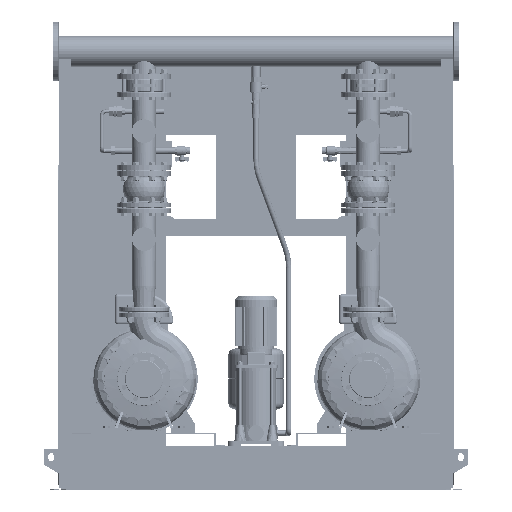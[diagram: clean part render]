
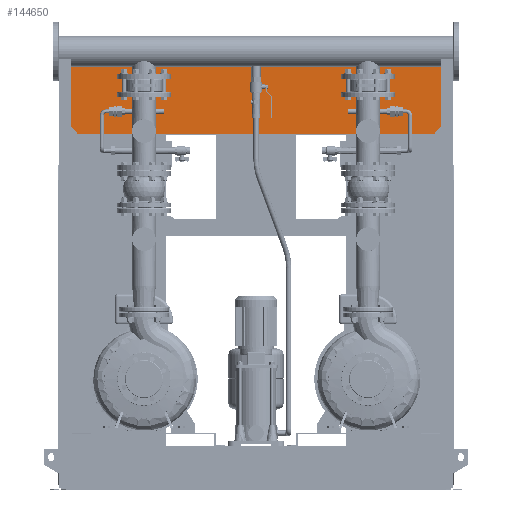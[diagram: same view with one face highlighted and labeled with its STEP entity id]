
A CAD part, left-side view. The second image highlights one B-rep face of the part: STEP entity #144650.
In plain terms, the highlighted planar face has unit normal (-1, 0, 0).
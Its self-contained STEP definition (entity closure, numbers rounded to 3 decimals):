
#144056=CARTESIAN_POINT('',(116.0,687.5,1611.425));
#144057=VERTEX_POINT('',#144056);
#144064=CARTESIAN_POINT('',(116.0,-687.5,1611.425));
#144065=VERTEX_POINT('',#144064);
#144066=CARTESIAN_POINT('',(116.0,-687.5,1611.425));
#144067=DIRECTION('',(0.0,1.0,0.0));
#144068=VECTOR('',#144067,1375.0);
#144069=LINE('',#144066,#144068);
#144070=EDGE_CURVE('',#144065,#144057,#144069,.T.);
#144127=CARTESIAN_POINT('',(116.0,-667.5,1331.425));
#144128=VERTEX_POINT('',#144127);
#144135=CARTESIAN_POINT('',(116.0,667.5,1331.425));
#144136=VERTEX_POINT('',#144135);
#144137=CARTESIAN_POINT('',(116.0,667.5,1331.425));
#144138=DIRECTION('',(0.0,-1.0,0.0));
#144139=VECTOR('',#144138,1335.0);
#144140=LINE('',#144137,#144139);
#144141=EDGE_CURVE('',#144136,#144128,#144140,.T.);
#144198=CARTESIAN_POINT('',(116.0,687.5,1607.425));
#144199=VERTEX_POINT('',#144198);
#144206=CARTESIAN_POINT('',(116.0,687.5,1611.425));
#144207=DIRECTION('',(0.0,0.0,-1.0));
#144208=VECTOR('',#144207,4.0);
#144209=LINE('',#144206,#144208);
#144210=EDGE_CURVE('',#144057,#144199,#144209,.T.);
#144236=CARTESIAN_POINT('',(116.0,730.,1607.425));
#144237=VERTEX_POINT('',#144236);
#144244=CARTESIAN_POINT('',(116.0,687.5,1607.425));
#144245=DIRECTION('',(0.0,1.0,0.0));
#144246=VECTOR('',#144245,42.5);
#144247=LINE('',#144244,#144246);
#144248=EDGE_CURVE('',#144199,#144237,#144247,.T.);
#144267=CARTESIAN_POINT('',(116.0,730.,1356.425));
#144268=VERTEX_POINT('',#144267);
#144275=CARTESIAN_POINT('',(116.0,730.,1607.425));
#144276=DIRECTION('',(0.0,0.0,-1.0));
#144277=VECTOR('',#144276,251.);
#144278=LINE('',#144275,#144277);
#144279=EDGE_CURVE('',#144237,#144268,#144278,.T.);
#144298=CARTESIAN_POINT('',(116.0,687.5,1356.425));
#144299=VERTEX_POINT('',#144298);
#144306=CARTESIAN_POINT('',(116.0,730.,1356.425));
#144307=DIRECTION('',(0.0,-1.0,0.0));
#144308=VECTOR('',#144307,42.5);
#144309=LINE('',#144306,#144308);
#144310=EDGE_CURVE('',#144268,#144299,#144309,.T.);
#144329=CARTESIAN_POINT('',(116.0,667.5,1336.425));
#144330=VERTEX_POINT('',#144329);
#144337=CARTESIAN_POINT('',(116.0,687.5,1356.425));
#144338=DIRECTION('',(0.0,-0.707,-0.707));
#144339=VECTOR('',#144338,28.284);
#144340=LINE('',#144337,#144339);
#144341=EDGE_CURVE('',#144299,#144330,#144340,.T.);
#144368=CARTESIAN_POINT('',(116.0,667.5,1336.425));
#144369=DIRECTION('',(0.0,0.0,-1.0));
#144370=VECTOR('',#144369,5.);
#144371=LINE('',#144368,#144370);
#144372=EDGE_CURVE('',#144330,#144136,#144371,.T.);
#144415=CARTESIAN_POINT('',(116.0,-667.5,1336.425));
#144416=VERTEX_POINT('',#144415);
#144423=CARTESIAN_POINT('',(116.0,-667.5,1331.425));
#144424=DIRECTION('',(0.0,0.0,1.0));
#144425=VECTOR('',#144424,5.0);
#144426=LINE('',#144423,#144425);
#144427=EDGE_CURVE('',#144128,#144416,#144426,.T.);
#144448=CARTESIAN_POINT('',(116.0,-687.5,1356.425));
#144449=VERTEX_POINT('',#144448);
#144456=CARTESIAN_POINT('',(116.0,-667.5,1336.425));
#144457=DIRECTION('',(0.0,-0.707,0.707));
#144458=VECTOR('',#144457,28.284);
#144459=LINE('',#144456,#144458);
#144460=EDGE_CURVE('',#144416,#144449,#144459,.T.);
#144479=CARTESIAN_POINT('',(116.0,-730.,1356.425));
#144480=VERTEX_POINT('',#144479);
#144487=CARTESIAN_POINT('',(116.0,-687.5,1356.425));
#144488=DIRECTION('',(0.0,-1.0,0.0));
#144489=VECTOR('',#144488,42.5);
#144490=LINE('',#144487,#144489);
#144491=EDGE_CURVE('',#144449,#144480,#144490,.T.);
#144510=CARTESIAN_POINT('',(116.0,-730.,1607.425));
#144511=VERTEX_POINT('',#144510);
#144518=CARTESIAN_POINT('',(116.0,-730.,1356.425));
#144519=DIRECTION('',(0.0,0.0,1.0));
#144520=VECTOR('',#144519,251.);
#144521=LINE('',#144518,#144520);
#144522=EDGE_CURVE('',#144480,#144511,#144521,.T.);
#144541=CARTESIAN_POINT('',(116.0,-687.5,1607.425));
#144542=VERTEX_POINT('',#144541);
#144549=CARTESIAN_POINT('',(116.0,-730.,1607.425));
#144550=DIRECTION('',(0.0,1.0,0.0));
#144551=VECTOR('',#144550,42.5);
#144552=LINE('',#144549,#144551);
#144553=EDGE_CURVE('',#144511,#144542,#144552,.T.);
#144580=CARTESIAN_POINT('',(116.0,-687.5,1607.425));
#144581=DIRECTION('',(0.0,0.0,1.0));
#144582=VECTOR('',#144581,4.0);
#144583=LINE('',#144580,#144582);
#144584=EDGE_CURVE('',#144542,#144065,#144583,.T.);
#144629=CARTESIAN_POINT('',(116.0,0.,1473.001));
#144630=DIRECTION('',(1.0,0.0,0.0));
#144631=DIRECTION('',(0.0,0.0,-1.0));
#144632=AXIS2_PLACEMENT_3D('',#144629,#144630,#144631);
#144633=PLANE('',#144632);
#144634=ORIENTED_EDGE('',*,*,#144070,.T.);
#144635=ORIENTED_EDGE('',*,*,#144210,.T.);
#144636=ORIENTED_EDGE('',*,*,#144248,.T.);
#144637=ORIENTED_EDGE('',*,*,#144279,.T.);
#144638=ORIENTED_EDGE('',*,*,#144310,.T.);
#144639=ORIENTED_EDGE('',*,*,#144341,.T.);
#144640=ORIENTED_EDGE('',*,*,#144372,.T.);
#144641=ORIENTED_EDGE('',*,*,#144141,.T.);
#144642=ORIENTED_EDGE('',*,*,#144427,.T.);
#144643=ORIENTED_EDGE('',*,*,#144460,.T.);
#144644=ORIENTED_EDGE('',*,*,#144491,.T.);
#144645=ORIENTED_EDGE('',*,*,#144522,.T.);
#144646=ORIENTED_EDGE('',*,*,#144553,.T.);
#144647=ORIENTED_EDGE('',*,*,#144584,.T.);
#144648=EDGE_LOOP('',(#144634,#144635,#144636,#144637,#144638,#144639,#144640,#144641,#144642,#144643,#144644,#144645,#144646,#144647));
#144649=FACE_OUTER_BOUND('',#144648,.T.);
#144650=ADVANCED_FACE('',(#144649),#144633,.F.);
